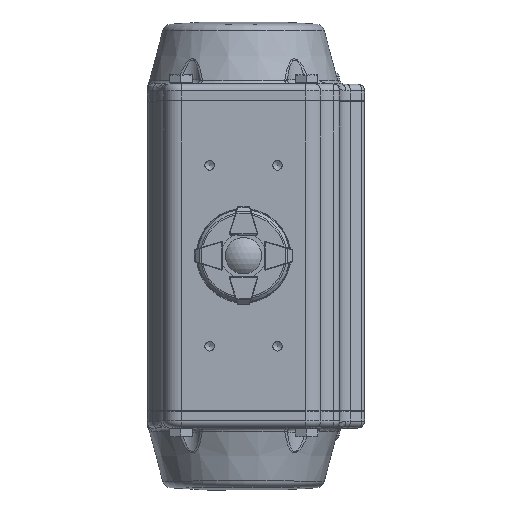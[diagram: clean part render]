
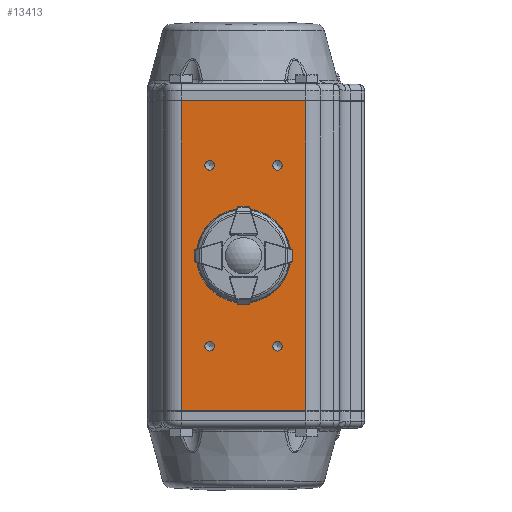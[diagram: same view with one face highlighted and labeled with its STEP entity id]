
A CAD part, top view. The second image highlights one B-rep face of the part: STEP entity #13413.
In plain terms, the highlighted face is planar.
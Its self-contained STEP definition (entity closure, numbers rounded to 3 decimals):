
#694=PLANE('',#14802);
#1345=CIRCLE('',#14426,2.1);
#1347=CIRCLE('',#14430,2.1);
#1349=CIRCLE('',#14434,2.1);
#1351=CIRCLE('',#14438,2.1);
#1353=CIRCLE('',#14441,15.8);
#4498=ORIENTED_EDGE('',*,*,#6498,.F.);
#4499=ORIENTED_EDGE('',*,*,#6566,.F.);
#4500=ORIENTED_EDGE('',*,*,#6534,.T.);
#4501=ORIENTED_EDGE('',*,*,#6567,.T.);
#4502=ORIENTED_EDGE('',*,*,#6160,.T.);
#4503=ORIENTED_EDGE('',*,*,#6152,.F.);
#4504=ORIENTED_EDGE('',*,*,#6154,.F.);
#4505=ORIENTED_EDGE('',*,*,#6156,.F.);
#4506=ORIENTED_EDGE('',*,*,#6158,.F.);
#6152=EDGE_CURVE('',#7612,#7612,#1345,.T.);
#6154=EDGE_CURVE('',#7615,#7615,#1347,.T.);
#6156=EDGE_CURVE('',#7618,#7618,#1349,.T.);
#6158=EDGE_CURVE('',#7621,#7621,#1351,.T.);
#6160=EDGE_CURVE('',#7623,#7623,#1353,.T.);
#6498=EDGE_CURVE('',#7832,#7833,#8619,.T.);
#6534=EDGE_CURVE('',#7869,#7868,#8634,.T.);
#6566=EDGE_CURVE('',#7869,#7832,#8649,.T.);
#6567=EDGE_CURVE('',#7868,#7833,#8650,.T.);
#7612=VERTEX_POINT('',#23132);
#7615=VERTEX_POINT('',#23139);
#7618=VERTEX_POINT('',#23146);
#7621=VERTEX_POINT('',#23153);
#7623=VERTEX_POINT('',#23158);
#7832=VERTEX_POINT('',#25767);
#7833=VERTEX_POINT('',#25769);
#7868=VERTEX_POINT('',#25840);
#7869=VERTEX_POINT('',#25842);
#8619=LINE('',#25768,#9393);
#8634=LINE('',#25841,#9408);
#8649=LINE('',#25904,#9423);
#8650=LINE('',#25906,#9424);
#9393=VECTOR('',#17838,1000.);
#9408=VECTOR('',#17897,1000.);
#9423=VECTOR('',#17954,1000.);
#9424=VECTOR('',#17957,1000.);
#10396=EDGE_LOOP('',(#4498,#4499,#4500,#4501));
#10397=EDGE_LOOP('',(#4502));
#10398=EDGE_LOOP('',(#4503));
#10399=EDGE_LOOP('',(#4504));
#10400=EDGE_LOOP('',(#4505));
#10401=EDGE_LOOP('',(#4506));
#11373=FACE_BOUND('',#10396,.T.);
#11374=FACE_BOUND('',#10397,.T.);
#11375=FACE_BOUND('',#10398,.T.);
#11376=FACE_BOUND('',#10399,.T.);
#11377=FACE_BOUND('',#10400,.T.);
#11378=FACE_BOUND('',#10401,.T.);
#13413=ADVANCED_FACE('',(#11373,#11374,#11375,#11376,#11377,#11378),#694,
 .T.);
#14426=AXIS2_PLACEMENT_3D('',#23131,#17132,#17133);
#14430=AXIS2_PLACEMENT_3D('',#23138,#17140,#17141);
#14434=AXIS2_PLACEMENT_3D('',#23145,#17148,#17149);
#14438=AXIS2_PLACEMENT_3D('',#23152,#17156,#17157);
#14441=AXIS2_PLACEMENT_3D('',#23157,#17162,#17163);
#14802=AXIS2_PLACEMENT_3D('',#26040,#18095,#18096);
#17132=DIRECTION('',(0.,1.,0.));
#17133=DIRECTION('',(0.,0.,1.));
#17140=DIRECTION('',(0.,1.,0.));
#17141=DIRECTION('',(0.,0.,1.));
#17148=DIRECTION('',(0.,1.,0.));
#17149=DIRECTION('',(0.,0.,1.));
#17156=DIRECTION('',(0.,1.,0.));
#17157=DIRECTION('',(0.,0.,1.));
#17162=DIRECTION('',(0.,-1.,0.));
#17163=DIRECTION('',(-1.,0.,0.));
#17838=DIRECTION('',(1.,0.,0.));
#17897=DIRECTION('',(1.,0.,0.));
#17954=DIRECTION('',(0.,0.,-1.));
#17957=DIRECTION('',(0.,0.,-1.));
#18095=DIRECTION('',(0.,1.,0.));
#18096=DIRECTION('',(1.,0.,0.));
#23131=CARTESIAN_POINT('',(15.,51.,40.));
#23132=CARTESIAN_POINT('',(15.,51.,42.1));
#23138=CARTESIAN_POINT('',(-15.,51.,40.));
#23139=CARTESIAN_POINT('',(-15.,51.,42.1));
#23145=CARTESIAN_POINT('',(15.,51.,-40.));
#23146=CARTESIAN_POINT('',(15.,51.,-37.9));
#23152=CARTESIAN_POINT('',(-15.,51.,-40.));
#23153=CARTESIAN_POINT('',(-15.,51.,-37.9));
#23157=CARTESIAN_POINT('',(0.,51.,0.));
#23158=CARTESIAN_POINT('',(-15.8,51.,0.));
#25767=CARTESIAN_POINT('',(-27.474,51.,-68.5));
#25768=CARTESIAN_POINT('',(-27.474,51.,-68.5));
#25769=CARTESIAN_POINT('',(27.474,51.,-68.5));
#25840=CARTESIAN_POINT('',(27.474,51.,68.5));
#25841=CARTESIAN_POINT('',(-27.474,51.,68.5));
#25842=CARTESIAN_POINT('',(-27.474,51.,68.5));
#25904=CARTESIAN_POINT('',(-27.474,51.,68.5));
#25906=CARTESIAN_POINT('',(27.474,51.,68.5));
#26040=CARTESIAN_POINT('',(-27.474,51.,68.5));
